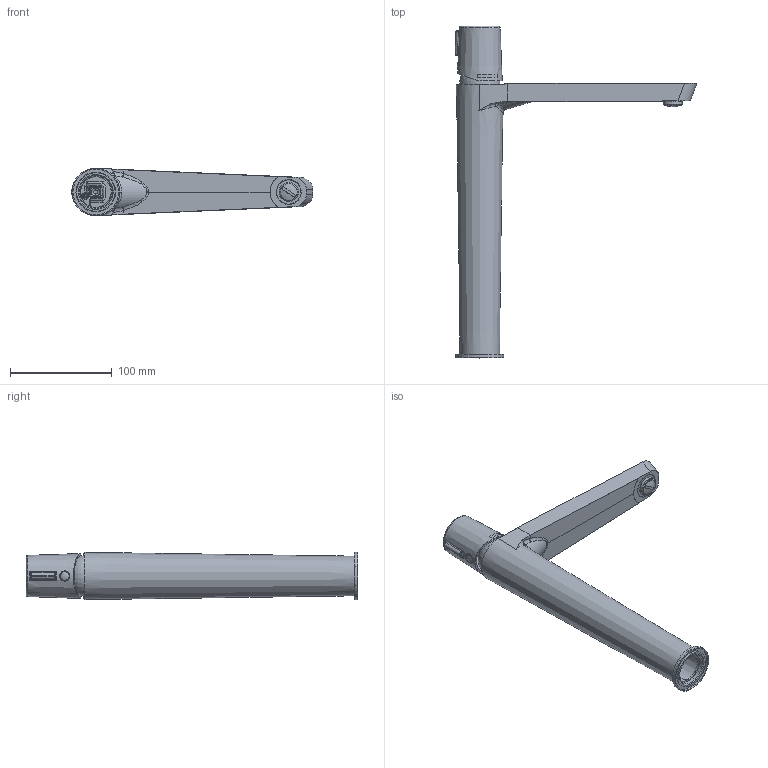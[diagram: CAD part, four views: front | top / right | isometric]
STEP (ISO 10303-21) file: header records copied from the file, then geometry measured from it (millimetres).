
FILE_DESCRIPTION (( 'STEP AP203' ), '1' );
FILE_NAME ('34AP02436.STEP', '2020-12-22T12:00:04', ( '' ), ( '' ), 'SwSTEP 2.0', 'SolidWorks 2018', '' );
FILE_SCHEMA (( 'CONFIG_CONTROL_DESIGN' ));
Length unit declared in the file: millimetre
Products named in the file (1): 34AP02436
Bounding box: 237.96 x 326.95 x 47 mm (x, y, z)
Volume: 206414.9 mm3; surface area: 133304.5 mm2
Topology: 7 solids, 7 shells, 279 faces, 671 edges, 417 vertices
Faces by surface type: plane 100, cylinder 76, bspline 63, cone 25, torus 12, sphere 3
Full cylindrical faces by diameter (mm): 4.2 x1, 4.5 x1, 6.8 x2, 8 x1, 9.5 x1, 10 x1, 16 x1, 16.5 x2, 17.5 x1, 18.75 x1, 19 x1, 22.5 x1, 23 x1, 23.8 x1, 24.5 x1, 30.3 x1, 30.5 x1, 31 x1, 32.2 x1, 32.8 x1, 34.5 x1, 34.7 x1, 35.2 x2, 35.8 x2, 37 x1, 38 x1, 40 x1, 45 x1, 47 x1
Entity records: 14967 total; most frequent: CARTESIAN_POINT 9602, ORIENTED_EDGE 1158, DIRECTION 839, EDGE_CURVE 579, VERTEX_POINT 394, EDGE_LOOP 373, AXIS2_PLACEMENT_3D 345, FACE_OUTER_BOUND 320
